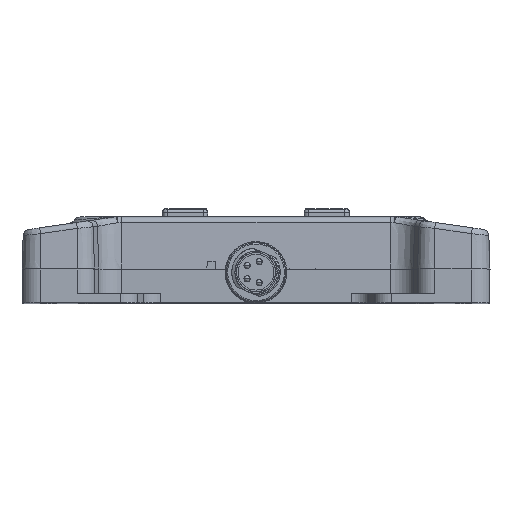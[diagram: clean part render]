
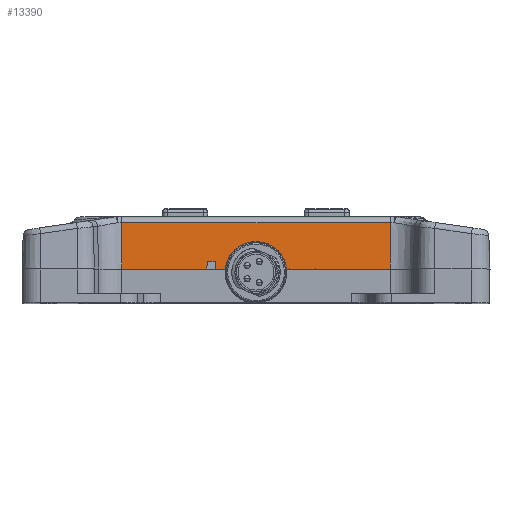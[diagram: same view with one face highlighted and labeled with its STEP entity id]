
A CAD part, top view. The second image highlights one B-rep face of the part: STEP entity #13390.
In plain terms, the highlighted planar face has unit normal (0, 0.035, 0.999).
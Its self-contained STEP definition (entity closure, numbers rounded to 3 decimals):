
#1824 = CARTESIAN_POINT ( 'NONE',  ( 0., 6.7, 25.458 ) ) ;
#2413 = DIRECTION ( 'NONE',  ( 0., -0.999, 0.035 ) ) ;
#2636 = CARTESIAN_POINT ( 'NONE',  ( -2.311, 5.891, 25.486 ) ) ;
#2909 = VERTEX_POINT ( 'NONE', #37193 ) ;
#2957 = CARTESIAN_POINT ( 'NONE',  ( 21.907, 13.035, 25.237 ) ) ;
#3446 = CARTESIAN_POINT ( 'NONE',  ( 21.833, 5.5, 25.5 ) ) ;
#3915 = CARTESIAN_POINT ( 'NONE',  ( -17.222, 5.5, 25.5 ) ) ;
#5313 = LINE ( 'NONE', #15050, #8139 ) ;
#5680 = VECTOR ( 'NONE', #10914, 1000. ) ;
#5953 = DIRECTION ( 'NONE',  ( 0.087, 0.996, -0.035 ) ) ;
#8139 = VECTOR ( 'NONE', #5953, 1000. ) ;
#8495 = LINE ( 'NONE', #1824, #5680 ) ;
#10050 = DIRECTION ( 'NONE',  ( 0., -0.999, 0.035 ) ) ;
#10524 = EDGE_CURVE ( 'NONE', #101234, #60346, #104897, .T. ) ;
#10703 = FACE_OUTER_BOUND ( 'NONE', #74925, .T. ) ;
#10914 = DIRECTION ( 'NONE',  ( -1., 0., 0. ) ) ;
#11103 = PLANE ( 'NONE',  #86461 ) ;
#11688 = ORIENTED_EDGE ( 'NONE', *, *, #25918, .T. ) ;
#11716 = CARTESIAN_POINT ( 'NONE',  ( -2.051, 6.42, 25.468 ) ) ;
#12023 = LINE ( 'NONE', #18176, #33299 ) ;
#13390 = ADVANCED_FACE ( 'NONE', ( #10703 ), #11103, .T. ) ;
#14160 = VERTEX_POINT ( 'NONE', #107779 ) ;
#14725 = CARTESIAN_POINT ( 'NONE',  ( 1.049, 7., 25.448 ) ) ;
#15050 = CARTESIAN_POINT ( 'NONE',  ( -8., 5.5, 25.5 ) ) ;
#15799 = B_SPLINE_CURVE_WITH_KNOTS ( 'NONE', 3,
 ( #102226, #74810, #2636, #66089, #11716, #75194, #20845, #84345, #29963, #93477 ),
 .UNSPECIFIED., .F., .F.,
 ( 4, 2, 2, 2, 4 ),
 ( 0., 0.25, 0.5, 0.75, 1. ),
 .UNSPECIFIED. ) ;
#16899 = B_SPLINE_CURVE_WITH_KNOTS ( 'NONE', 3,
 ( #103044, #112138, #57811, #3446 ),
 .UNSPECIFIED., .F., .F.,
 ( 4, 4 ),
 ( 0., 1. ),
 .UNSPECIFIED. ) ;
#18176 = CARTESIAN_POINT ( 'NONE',  ( 0., 7., 25.448 ) ) ;
#20845 = CARTESIAN_POINT ( 'NONE',  ( -1.609, 6.809, 25.454 ) ) ;
#20863 = EDGE_CURVE ( 'NONE', #2909, #60346, #83266, .T. ) ;
#23178 = VECTOR ( 'NONE', #40162, 1000. ) ;
#23285 = CARTESIAN_POINT ( 'NONE',  ( -6.605, 6.7, 25.458 ) ) ;
#23807 = ORIENTED_EDGE ( 'NONE', *, *, #10524, .F. ) ;
#23862 = CARTESIAN_POINT ( 'NONE',  ( 1.608, 6.809, 25.454 ) ) ;
#24140 = CARTESIAN_POINT ( 'NONE',  ( -0.85, 7., 25.448 ) ) ;
#25179 = CARTESIAN_POINT ( 'NONE',  ( -21.833, 5.5, 25.5 ) ) ;
#25918 = EDGE_CURVE ( 'NONE', #14160, #2909, #16899, .T. ) ;
#28256 = VERTEX_POINT ( 'NONE', #24140 ) ;
#29332 = CARTESIAN_POINT ( 'NONE',  ( -21.833, 5.5, 25.5 ) ) ;
#29963 = CARTESIAN_POINT ( 'NONE',  ( -1.049, 7., 25.448 ) ) ;
#30520 = EDGE_CURVE ( 'NONE', #58425, #65859, #60470, .T. ) ;
#31241 = CARTESIAN_POINT ( 'NONE',  ( -8., 5.5, 25.5 ) ) ;
#31437 = ORIENTED_EDGE ( 'NONE', *, *, #20863, .T. ) ;
#31720 = ORIENTED_EDGE ( 'NONE', *, *, #35500, .T. ) ;
#32396 = CARTESIAN_POINT ( 'NONE',  ( 21.833, 13.035, 25.237 ) ) ;
#32433 = VECTOR ( 'NONE', #94208, 1000. ) ;
#32966 = CARTESIAN_POINT ( 'NONE',  ( 2.051, 6.42, 25.468 ) ) ;
#33299 = VECTOR ( 'NONE', #108704, 1000. ) ;
#34360 = DIRECTION ( 'NONE',  ( 1., 0., 0. ) ) ;
#34383 = ORIENTED_EDGE ( 'NONE', *, *, #85771, .T. ) ;
#35500 = EDGE_CURVE ( 'NONE', #109193, #28256, #15799, .T. ) ;
#37193 = CARTESIAN_POINT ( 'NONE',  ( 21.833, 5.5, 25.5 ) ) ;
#38695 = CARTESIAN_POINT ( 'NONE',  ( 21.833, 5.5, 25.5 ) ) ;
#40162 = DIRECTION ( 'NONE',  ( 0.087, -0.996, 0.035 ) ) ;
#42164 = CARTESIAN_POINT ( 'NONE',  ( 2.312, 5.891, 25.486 ) ) ;
#44101 = CARTESIAN_POINT ( 'NONE',  ( -2.35, 5.5, 25.5 ) ) ;
#44259 = VERTEX_POINT ( 'NONE', #23285 ) ;
#44370 = EDGE_CURVE ( 'NONE', #53893, #109193, #71947, .T. ) ;
#45041 = VECTOR ( 'NONE', #34360, 1000. ) ;
#45627 = B_SPLINE_CURVE_WITH_KNOTS ( 'NONE', 3,
 ( #69065, #14725, #78201, #23862, #87400, #32966, #96509, #42164, #105645, #51285 ),
 .UNSPECIFIED., .F., .F.,
 ( 4, 2, 2, 2, 4 ),
 ( 0., 0.25, 0.5, 0.75, 1. ),
 .UNSPECIFIED. ) ;
#47802 = EDGE_CURVE ( 'NONE', #44259, #65452, #8495, .T. ) ;
#48226 = EDGE_CURVE ( 'NONE', #101234, #58425, #68026, .T. ) ;
#48284 = DIRECTION ( 'NONE',  ( 0., 0.999, -0.035 ) ) ;
#51285 = CARTESIAN_POINT ( 'NONE',  ( 2.35, 5.5, 25.5 ) ) ;
#51865 = ORIENTED_EDGE ( 'NONE', *, *, #84460, .F. ) ;
#53893 = VERTEX_POINT ( 'NONE', #79907 ) ;
#56765 = DIRECTION ( 'NONE',  ( 0., 0.035, 0.999 ) ) ;
#57811 = CARTESIAN_POINT ( 'NONE',  ( 15.339, 5.5, 25.5 ) ) ;
#58425 = VERTEX_POINT ( 'NONE', #25179 ) ;
#59507 = ORIENTED_EDGE ( 'NONE', *, *, #30520, .T. ) ;
#60346 = VERTEX_POINT ( 'NONE', #32396 ) ;
#60470 = B_SPLINE_CURVE_WITH_KNOTS ( 'NONE', 3,
 ( #67334, #3915, #85637, #31241 ),
 .UNSPECIFIED., .F., .F.,
 ( 4, 4 ),
 ( 0., 1. ),
 .UNSPECIFIED. ) ;
#61081 = ORIENTED_EDGE ( 'NONE', *, *, #44370, .T. ) ;
#61140 = ORIENTED_EDGE ( 'NONE', *, *, #48226, .T. ) ;
#61732 = ORIENTED_EDGE ( 'NONE', *, *, #47802, .F. ) ;
#63235 = CARTESIAN_POINT ( 'NONE',  ( -21.833, 13.035, 25.237 ) ) ;
#65452 = VERTEX_POINT ( 'NONE', #82202 ) ;
#65620 = VERTEX_POINT ( 'NONE', #68992 ) ;
#65859 = VERTEX_POINT ( 'NONE', #102741 ) ;
#66089 = CARTESIAN_POINT ( 'NONE',  ( -2.16, 6.258, 25.474 ) ) ;
#67334 = CARTESIAN_POINT ( 'NONE',  ( -21.833, 5.5, 25.5 ) ) ;
#68026 = LINE ( 'NONE', #109669, #113487 ) ;
#68992 = CARTESIAN_POINT ( 'NONE',  ( 0.85, 7., 25.448 ) ) ;
#69065 = CARTESIAN_POINT ( 'NONE',  ( 0.85, 7., 25.448 ) ) ;
#70839 = ORIENTED_EDGE ( 'NONE', *, *, #99442, .T. ) ;
#71947 = LINE ( 'NONE', #97854, #45041 ) ;
#74810 = CARTESIAN_POINT ( 'NONE',  ( -2.35, 5.699, 25.493 ) ) ;
#74925 = EDGE_LOOP ( 'NONE', ( #23807, #61140, #59507, #70839, #61732, #34383, #61081, #31720, #51865, #88747, #11688, #31437 ) ) ;
#75194 = CARTESIAN_POINT ( 'NONE',  ( -1.771, 6.701, 25.458 ) ) ;
#78201 = CARTESIAN_POINT ( 'NONE',  ( 1.241, 6.961, 25.449 ) ) ;
#79907 = CARTESIAN_POINT ( 'NONE',  ( -6.5, 5.5, 25.5 ) ) ;
#82202 = CARTESIAN_POINT ( 'NONE',  ( -7.895, 6.7, 25.458 ) ) ;
#83266 = LINE ( 'NONE', #38695, #104602 ) ;
#84345 = CARTESIAN_POINT ( 'NONE',  ( -1.241, 6.962, 25.449 ) ) ;
#84460 = EDGE_CURVE ( 'NONE', #65620, #28256, #12023, .T. ) ;
#85637 = CARTESIAN_POINT ( 'NONE',  ( -12.611, 5.5, 25.5 ) ) ;
#85771 = EDGE_CURVE ( 'NONE', #44259, #53893, #95627, .T. ) ;
#86461 = AXIS2_PLACEMENT_3D ( 'NONE', #29332, #56765, #2413 ) ;
#87400 = CARTESIAN_POINT ( 'NONE',  ( 1.771, 6.701, 25.458 ) ) ;
#88747 = ORIENTED_EDGE ( 'NONE', *, *, #115269, .T. ) ;
#93477 = CARTESIAN_POINT ( 'NONE',  ( -0.85, 7., 25.448 ) ) ;
#94208 = DIRECTION ( 'NONE',  ( 1., 0., 0. ) ) ;
#95627 = LINE ( 'NONE', #103651, #23178 ) ;
#96509 = CARTESIAN_POINT ( 'NONE',  ( 2.159, 6.258, 25.474 ) ) ;
#97854 = CARTESIAN_POINT ( 'NONE',  ( -21.833, 5.5, 25.5 ) ) ;
#99442 = EDGE_CURVE ( 'NONE', #65859, #65452, #5313, .T. ) ;
#101234 = VERTEX_POINT ( 'NONE', #63235 ) ;
#102226 = CARTESIAN_POINT ( 'NONE',  ( -2.35, 5.5, 25.5 ) ) ;
#102741 = CARTESIAN_POINT ( 'NONE',  ( -8., 5.5, 25.5 ) ) ;
#103044 = CARTESIAN_POINT ( 'NONE',  ( 2.35, 5.5, 25.5 ) ) ;
#103651 = CARTESIAN_POINT ( 'NONE',  ( -6.605, 6.7, 25.458 ) ) ;
#104602 = VECTOR ( 'NONE', #48284, 1000. ) ;
#104897 = LINE ( 'NONE', #2957, #32433 ) ;
#105645 = CARTESIAN_POINT ( 'NONE',  ( 2.35, 5.699, 25.493 ) ) ;
#107779 = CARTESIAN_POINT ( 'NONE',  ( 2.35, 5.5, 25.5 ) ) ;
#108704 = DIRECTION ( 'NONE',  ( -1., 0., 0. ) ) ;
#109193 = VERTEX_POINT ( 'NONE', #44101 ) ;
#109669 = CARTESIAN_POINT ( 'NONE',  ( -21.833, 5.5, 25.5 ) ) ;
#112138 = CARTESIAN_POINT ( 'NONE',  ( 8.844, 5.5, 25.5 ) ) ;
#113487 = VECTOR ( 'NONE', #10050, 1000. ) ;
#115269 = EDGE_CURVE ( 'NONE', #65620, #14160, #45627, .T. ) ;
